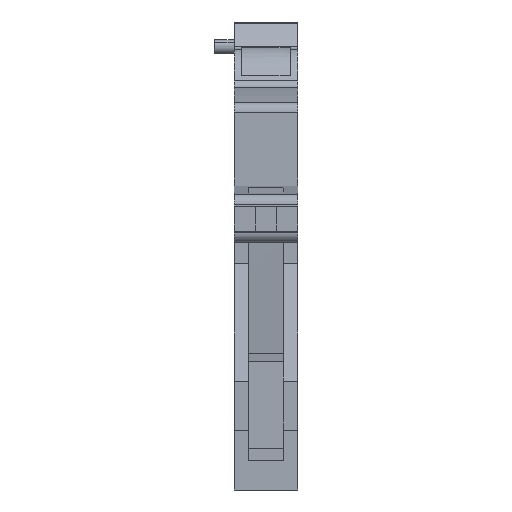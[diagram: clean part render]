
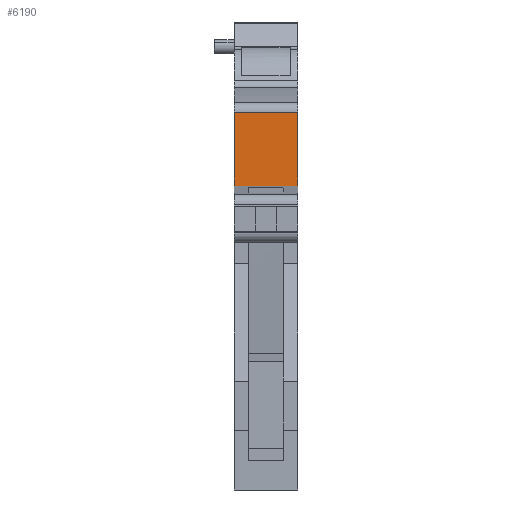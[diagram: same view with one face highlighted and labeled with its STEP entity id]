
A CAD part, left-side view. The second image highlights one B-rep face of the part: STEP entity #6190.
In plain terms, the highlighted planar face has unit normal (-1, 0, 0).
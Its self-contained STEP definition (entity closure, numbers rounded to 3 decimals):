
#1719=DIRECTION('',(0.,1.,0.));
#1720=VECTOR('',#1719,9.);
#1721=CARTESIAN_POINT('',(-22.4,-4.5,53.708));
#1722=LINE('',#1721,#1720);
#1733=DIRECTION('',(0.,0.,-1.));
#1734=VECTOR('',#1733,10.432);
#1735=CARTESIAN_POINT('',(-22.4,-4.5,53.708));
#1736=LINE('',#1735,#1734);
#1740=DIRECTION('',(0.,1.,0.));
#1741=VECTOR('',#1740,9.);
#1742=CARTESIAN_POINT('',(-22.4,-4.5,43.275));
#1743=LINE('',#1742,#1741);
#1747=DIRECTION('',(0.,0.,1.));
#1748=VECTOR('',#1747,10.432);
#1749=CARTESIAN_POINT('',(-22.4,4.5,43.275));
#1750=LINE('',#1749,#1748);
#4009=CARTESIAN_POINT('',(-22.4,4.5,53.708));
#4010=VERTEX_POINT('',#4009);
#4011=CARTESIAN_POINT('',(-22.4,4.5,43.275));
#4012=VERTEX_POINT('',#4011);
#4169=CARTESIAN_POINT('',(-22.4,-4.5,43.275));
#4170=VERTEX_POINT('',#4169);
#4171=CARTESIAN_POINT('',(-22.4,-4.5,53.708));
#4172=VERTEX_POINT('',#4171);
#6179=CARTESIAN_POINT('',(-22.4,0.,48.491));
#6180=DIRECTION('',(1.,0.,0.));
#6181=DIRECTION('',(0.,0.,1.));
#6182=AXIS2_PLACEMENT_3D('',#6179,#6180,#6181);
#6183=PLANE('',#6182);
#6184=ORIENTED_EDGE('',*,*,#6164,.F.);
#6185=ORIENTED_EDGE('',*,*,#5167,.T.);
#6186=ORIENTED_EDGE('',*,*,#5022,.T.);
#6187=ORIENTED_EDGE('',*,*,#4752,.T.);
#6188=EDGE_LOOP('',(#6184,#6185,#6186,#6187));
#6189=FACE_OUTER_BOUND('',#6188,.F.);
#4752=EDGE_CURVE('',#4012,#4010,#1750,.T.);
#5022=EDGE_CURVE('',#4170,#4012,#1743,.T.);
#5167=EDGE_CURVE('',#4172,#4170,#1736,.T.);
#6164=EDGE_CURVE('',#4172,#4010,#1722,.T.);
#6190=ADVANCED_FACE('',(#6189),#6183,.F.);
